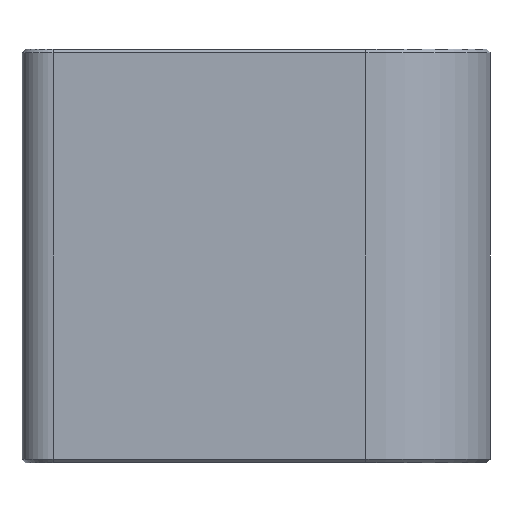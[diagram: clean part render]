
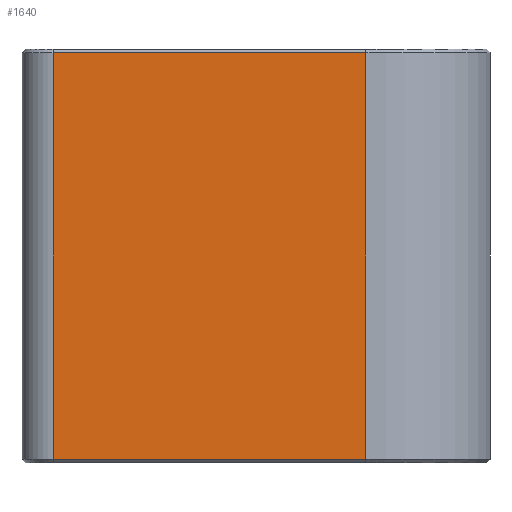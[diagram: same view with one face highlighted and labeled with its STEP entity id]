
A CAD part, left-side view. The second image highlights one B-rep face of the part: STEP entity #1640.
In plain terms, the highlighted planar face has unit normal (-1, 0, 0).
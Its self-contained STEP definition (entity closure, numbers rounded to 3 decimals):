
#52=PLANE('',#1797);
#149=FACE_OUTER_BOUND('',#250,.T.);
#250=EDGE_LOOP('',(#1302,#1303,#1304,#1305));
#387=LINE('',#2669,#548);
#388=LINE('',#2675,#549);
#392=LINE('',#2689,#553);
#393=LINE('',#2690,#554);
#548=VECTOR('',#2113,10.);
#549=VECTOR('',#2122,3.517);
#553=VECTOR('',#2134,10.);
#554=VECTOR('',#2135,10.);
#770=VERTEX_POINT('',#2593);
#792=VERTEX_POINT('',#2665);
#794=VERTEX_POINT('',#2674);
#800=VERTEX_POINT('',#2688);
#978=EDGE_CURVE('',#770,#792,#387,.T.);
#981=EDGE_CURVE('',#794,#792,#388,.T.);
#988=EDGE_CURVE('',#770,#800,#392,.T.);
#989=EDGE_CURVE('',#794,#800,#393,.T.);
#1302=ORIENTED_EDGE('',*,*,#978,.F.);
#1303=ORIENTED_EDGE('',*,*,#988,.T.);
#1304=ORIENTED_EDGE('',*,*,#989,.F.);
#1305=ORIENTED_EDGE('',*,*,#981,.T.);
#1640=ADVANCED_FACE('',(#149),#52,.T.);
#1797=AXIS2_PLACEMENT_3D('',#2687,#2132,#2133);
#2113=DIRECTION('',(0.,1.,0.));
#2122=DIRECTION('',(0.,0.,-1.));
#2132=DIRECTION('center_axis',(-1.,0.,0.));
#2133=DIRECTION('ref_axis',(0.,1.,0.));
#2134=DIRECTION('',(0.,0.,1.));
#2135=DIRECTION('',(0.,-1.,0.));
#2593=CARTESIAN_POINT('',(-14.554,-7.033,0.4));
#2665=CARTESIAN_POINT('',(-14.554,28.418,0.4));
#2669=CARTESIAN_POINT('',(-14.554,-18.687,0.4));
#2674=CARTESIAN_POINT('',(-14.554,28.418,46.49));
#2675=CARTESIAN_POINT('',(-14.554,28.418,23.445));
#2687=CARTESIAN_POINT('Origin',(-14.554,-10.672,-4.032));
#2688=CARTESIAN_POINT('',(-14.554,-7.033,46.49));
#2689=CARTESIAN_POINT('',(-14.554,-7.033,0.625));
#2690=CARTESIAN_POINT('',(-14.554,-18.687,46.49));
